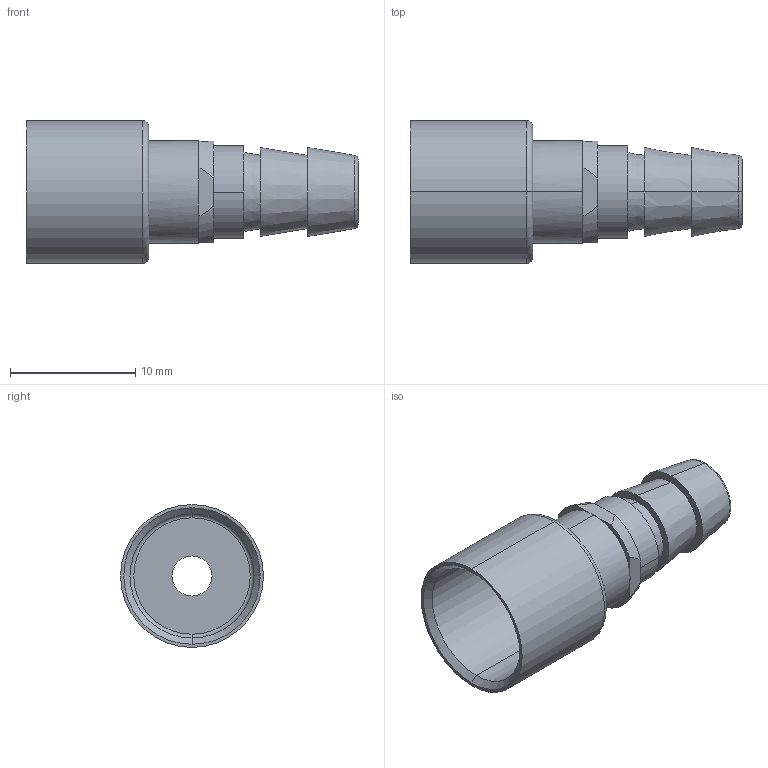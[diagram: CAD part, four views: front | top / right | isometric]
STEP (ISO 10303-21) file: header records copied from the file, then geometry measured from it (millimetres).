
FILE_DESCRIPTION((''),'2;1');
FILE_NAME('PCFS6_42','2017-06-17T',('tl.yang'),(''),'PRO/ENGINEER BY PARAMETRIC TECHNOLOGY CORPORATION, 2011500','PRO/ENGINEER BY PARAMETRIC TECHNOLOGY CORPORATION, 2011500','');
FILE_SCHEMA(('CONFIG_CONTROL_DESIGN'));
Length unit declared in the file: millimetre
Products named in the file (1): PCFS6_42
Bounding box: 26.5 x 11.4 x 11.4 mm (x, y, z)
Volume: 900.1 mm3; surface area: 1384.4 mm2
Topology: 1 solids, 2 shells, 62 faces, 136 edges, 84 vertices
Faces by surface type: plane 22, cylinder 16, cone 16, torus 8
Entity records: 1791 total; most frequent: DIRECTION 336, CARTESIAN_POINT 321, ORIENTED_EDGE 272, AXIS2_PLACEMENT_3D 146, EDGE_CURVE 136, VERTEX_POINT 84, CIRCLE 84, EDGE_LOOP 72
